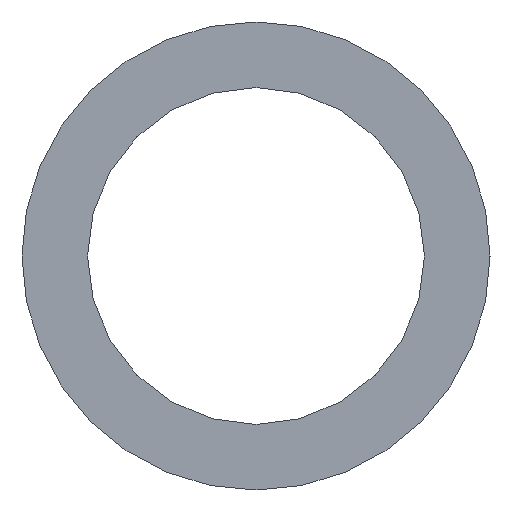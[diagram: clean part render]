
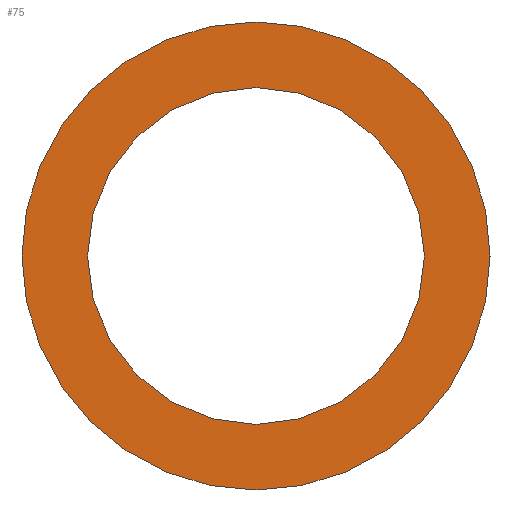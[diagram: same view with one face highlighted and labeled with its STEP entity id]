
A CAD part, left-side view. The second image highlights one B-rep face of the part: STEP entity #75.
In plain terms, the highlighted planar face has unit normal (-1, 0, 0).
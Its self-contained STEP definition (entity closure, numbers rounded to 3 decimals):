
#55 = EDGE_CURVE( '', #79, #93, #126, .T. );
#57 = EDGE_CURVE( '', #93, #79, #128, .T. );
#63 = VERTEX_POINT( '', #135 );
#71 = EDGE_CURVE( '', #95, #63, #145, .T. );
#75 = ADVANCED_FACE( '', ( #149, #150 ), #151, .F. );
#79 = VERTEX_POINT( '', #155 );
#93 = VERTEX_POINT( '', #170 );
#95 = VERTEX_POINT( '', #172 );
#97 = EDGE_CURVE( '', #63, #95, #174, .T. );
#126 = CIRCLE( '', #197, 7.2 );
#128 = CIRCLE( '', #200, 7.2 );
#135 = CARTESIAN_POINT( '', ( 0., 0., 10. ) );
#145 = CIRCLE( '', #221, 10. );
#149 = FACE_OUTER_BOUND( '', #225, .T. );
#150 = FACE_BOUND( '', #226, .T. );
#151 = PLANE( '', #227 );
#155 = CARTESIAN_POINT( '', ( 0., 0., 7.2 ) );
#170 = CARTESIAN_POINT( '', ( 0., 0., -7.2 ) );
#172 = CARTESIAN_POINT( '', ( 0., 0., -10. ) );
#174 = CIRCLE( '', #256, 10. );
#197 = AXIS2_PLACEMENT_3D( '', #275, #276, #277 );
#200 = AXIS2_PLACEMENT_3D( '', #278, #279, #280 );
#221 = AXIS2_PLACEMENT_3D( '', #301, #302, #303 );
#225 = EDGE_LOOP( '', ( #305, #306 ) );
#226 = EDGE_LOOP( '', ( #307, #308 ) );
#227 = AXIS2_PLACEMENT_3D( '', #309, #310, #311 );
#256 = AXIS2_PLACEMENT_3D( '', #329, #330, #331 );
#275 = CARTESIAN_POINT( '', ( 0., 0., 0. ) );
#276 = DIRECTION( '', ( 1., 0., 0. ) );
#277 = DIRECTION( '', ( 0., 0., -1. ) );
#278 = CARTESIAN_POINT( '', ( 0., 0., 0. ) );
#279 = DIRECTION( '', ( 1., 0., 0. ) );
#280 = DIRECTION( '', ( 0., 0., -1. ) );
#301 = CARTESIAN_POINT( '', ( 0., 0., 0. ) );
#302 = DIRECTION( '', ( 1., 0., 0. ) );
#303 = DIRECTION( '', ( 0., 0., -1. ) );
#305 = ORIENTED_EDGE( '', *, *, #71, .F. );
#306 = ORIENTED_EDGE( '', *, *, #97, .F. );
#307 = ORIENTED_EDGE( '', *, *, #57, .T. );
#308 = ORIENTED_EDGE( '', *, *, #55, .T. );
#309 = CARTESIAN_POINT( '', ( 0., 0., 0. ) );
#310 = DIRECTION( '', ( 1., 0., 0. ) );
#311 = DIRECTION( '', ( 0., 0., -1. ) );
#329 = CARTESIAN_POINT( '', ( 0., 0., 0. ) );
#330 = DIRECTION( '', ( 1., 0., 0. ) );
#331 = DIRECTION( '', ( 0., 0., -1. ) );
